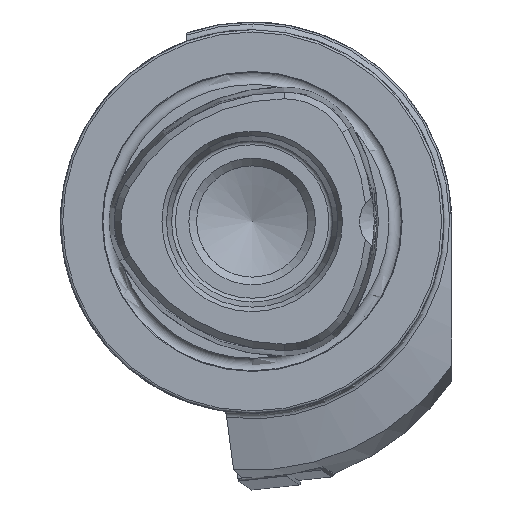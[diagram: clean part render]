
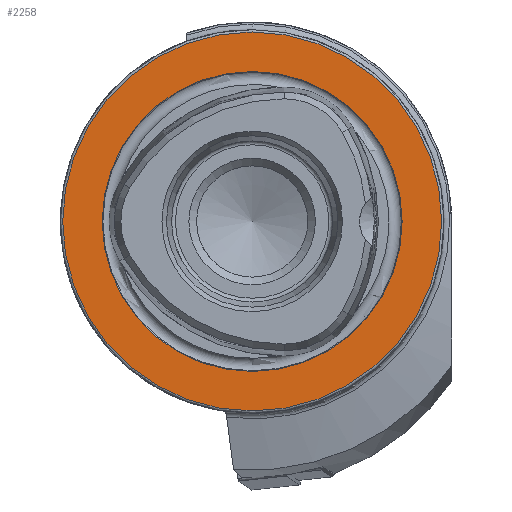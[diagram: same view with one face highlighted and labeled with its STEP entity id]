
A CAD part, left-side view. The second image highlights one B-rep face of the part: STEP entity #2258.
In plain terms, the highlighted planar face has unit normal (-1, 0, 0).
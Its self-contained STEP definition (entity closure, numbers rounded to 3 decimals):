
#559 = DIRECTION ( 'NONE',  ( 1., 0., 0. ) ) ;
#1190 = CARTESIAN_POINT ( 'NONE',  ( 0., 0., 24.7 ) ) ;
#2258 = ADVANCED_FACE ( 'NONE', ( #6787, #6177 ), #7214, .F. ) ;
#2553 = VERTEX_POINT ( 'NONE', #5212 ) ;
#2558 = EDGE_LOOP ( 'NONE', ( #5551 ) ) ;
#2584 = EDGE_LOOP ( 'NONE', ( #6947 ) ) ;
#4376 = DIRECTION ( 'NONE',  ( 0., 0., 1. ) ) ;
#4602 = DIRECTION ( 'NONE',  ( -1., 0., 0. ) ) ;
#5212 = CARTESIAN_POINT ( 'NONE',  ( 0., 0., 19.55 ) ) ;
#5265 = VERTEX_POINT ( 'NONE', #1190 ) ;
#5320 = CARTESIAN_POINT ( 'NONE',  ( 0., 0., 0. ) ) ;
#5551 = ORIENTED_EDGE ( 'NONE', *, *, #8192, .T. ) ;
#5669 = DIRECTION ( 'NONE',  ( -1., 0., 0. ) ) ;
#5728 = CARTESIAN_POINT ( 'NONE',  ( 0., 0., 0. ) ) ;
#5870 = CARTESIAN_POINT ( 'NONE',  ( 0., 19.55, 0. ) ) ;
#6177 = FACE_OUTER_BOUND ( 'NONE', #2558, .T. ) ;
#6339 = AXIS2_PLACEMENT_3D ( 'NONE', #5320, #4602, #7199 ) ;
#6650 = EDGE_CURVE ( 'NONE', #2553, #2553, #6695, .T. ) ;
#6695 = CIRCLE ( 'NONE', #8334, 19.55 ) ;
#6787 = FACE_BOUND ( 'NONE', #2584, .T. ) ;
#6947 = ORIENTED_EDGE ( 'NONE', *, *, #6650, .F. ) ;
#7199 = DIRECTION ( 'NONE',  ( 0., 0., 1. ) ) ;
#7214 = PLANE ( 'NONE',  #7895 ) ;
#7690 = CIRCLE ( 'NONE', #6339, 24.7 ) ;
#7869 = DIRECTION ( 'NONE',  ( 0., 0., -1. ) ) ;
#7895 = AXIS2_PLACEMENT_3D ( 'NONE', #5870, #559, #7869 ) ;
#8192 = EDGE_CURVE ( 'NONE', #5265, #5265, #7690, .T. ) ;
#8334 = AXIS2_PLACEMENT_3D ( 'NONE', #5728, #5669, #4376 ) ;
